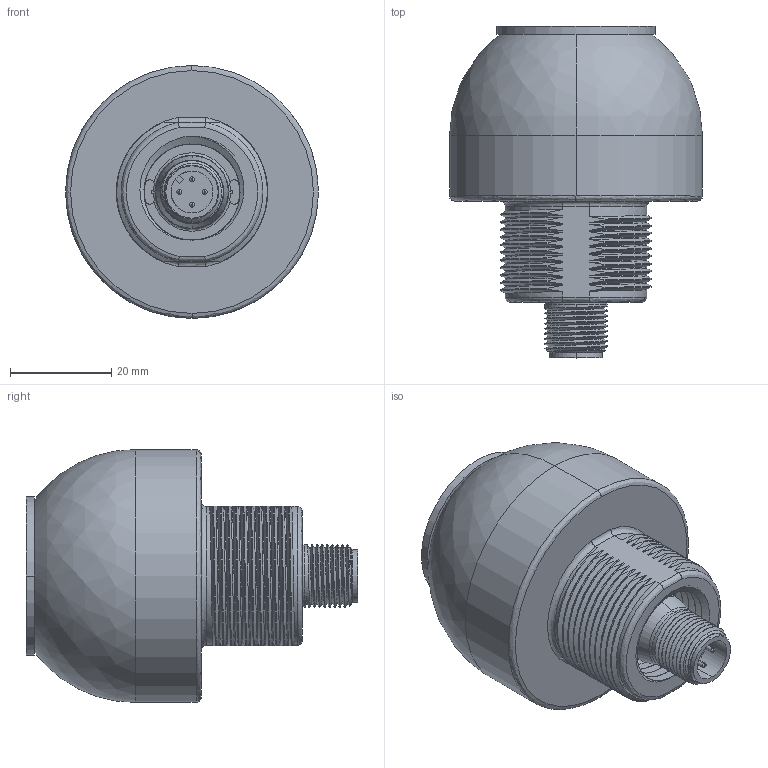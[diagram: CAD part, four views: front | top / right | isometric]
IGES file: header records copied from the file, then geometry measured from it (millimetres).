
Start section:  PTC IGES file: 158880.igs
Global section: file name: 158880.igs; native system: Pro/ENGINEER by Parametric Technology Corporation; preprocessor: 2009141; author: banengservice; organization: Unknown; date: 20110818.112112; units: inch
Bounding box: 50 x 65.6 x 50 mm (x, y, z)
Volume: 30847.6 mm3; surface area: 24560.5 mm2
Topology: 3 solids, 5 shells, 442 faces, 1076 edges, 672 vertices
Faces by surface type: revolution 262, bspline 180
